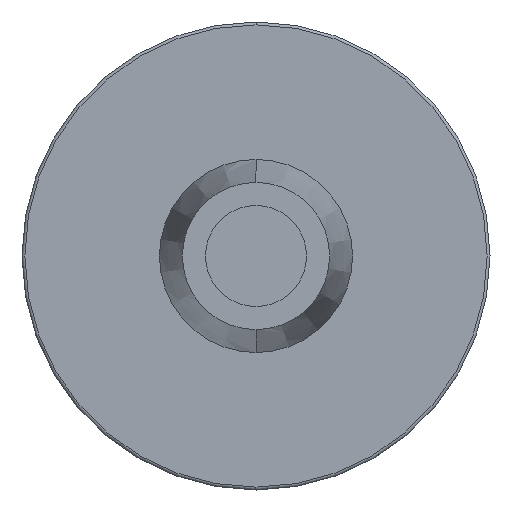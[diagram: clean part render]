
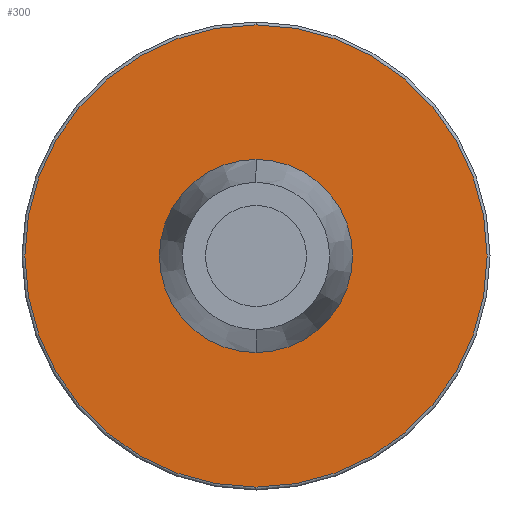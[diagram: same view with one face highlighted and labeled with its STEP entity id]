
A CAD part, left-side view. The second image highlights one B-rep face of the part: STEP entity #300.
In plain terms, the highlighted planar face has unit normal (-1, 0, 0).
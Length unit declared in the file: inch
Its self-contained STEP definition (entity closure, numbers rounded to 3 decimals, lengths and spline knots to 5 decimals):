
#15 = CARTESIAN_POINT ( 'NONE',  ( -0.125, 0., 0. ) ) ;
#72 = CARTESIAN_POINT ( 'NONE',  ( -0.125, 0., 0.39875 ) ) ;
#125 = CARTESIAN_POINT ( 'NONE',  ( -0.125, 0., -0.39875 ) ) ;
#154 = PLANE ( 'NONE',  #940 ) ;
#219 = CARTESIAN_POINT ( 'NONE',  ( -0.125, 0., 0. ) ) ;
#292 = VERTEX_POINT ( 'NONE', #125 ) ;
#300 = ADVANCED_FACE ( 'NONE', ( #437 ), #154, .T. ) ;
#305 = CARTESIAN_POINT ( 'NONE',  ( -0.125, 0.40375, 0. ) ) ;
#314 = DIRECTION ( 'NONE',  ( 0., 0., 1. ) ) ;
#354 = EDGE_LOOP ( 'NONE', ( #981, #935 ) ) ;
#431 = DIRECTION ( 'NONE',  ( -1., 0., 0. ) ) ;
#437 = FACE_OUTER_BOUND ( 'NONE', #354, .T. ) ;
#515 = DIRECTION ( 'NONE',  ( -1., 0., 0. ) ) ;
#521 = DIRECTION ( 'NONE',  ( 0., 0., 1. ) ) ;
#633 = VERTEX_POINT ( 'NONE', #72 ) ;
#634 = EDGE_CURVE ( 'NONE', #292, #633, #661, .T. ) ;
#661 = CIRCLE ( 'NONE', #916, 0.39875 ) ;
#694 = EDGE_CURVE ( 'NONE', #633, #292, #746, .T. ) ;
#746 = CIRCLE ( 'NONE', #809, 0.39875 ) ;
#809 = AXIS2_PLACEMENT_3D ( 'NONE', #15, #950, #314 ) ;
#916 = AXIS2_PLACEMENT_3D ( 'NONE', #219, #515, #521 ) ;
#935 = ORIENTED_EDGE ( 'NONE', *, *, #634, .T. ) ;
#940 = AXIS2_PLACEMENT_3D ( 'NONE', #305, #431, #972 ) ;
#950 = DIRECTION ( 'NONE',  ( -1., 0., 0. ) ) ;
#972 = DIRECTION ( 'NONE',  ( 0., 0., 1. ) ) ;
#981 = ORIENTED_EDGE ( 'NONE', *, *, #694, .T. ) ;
